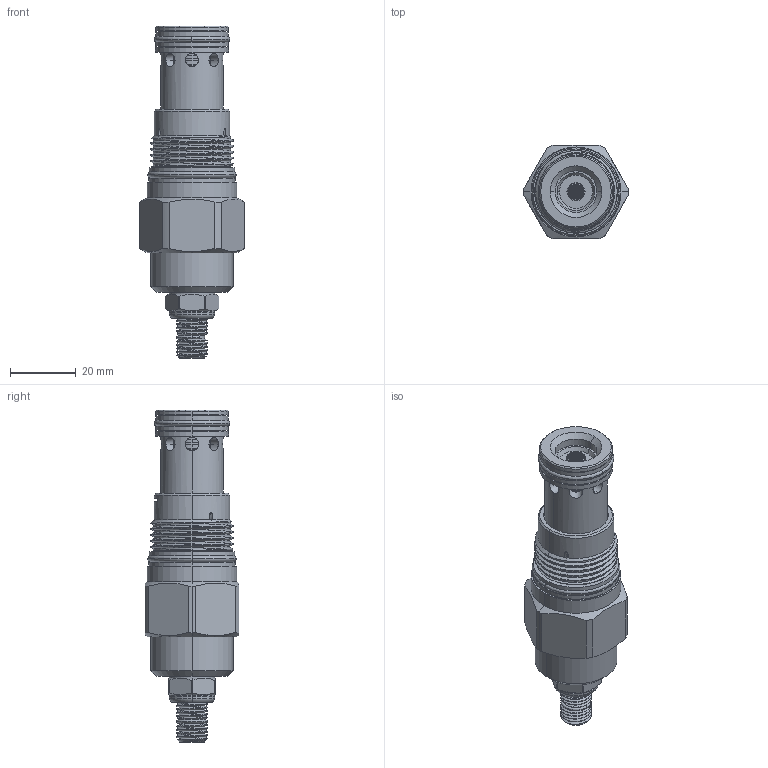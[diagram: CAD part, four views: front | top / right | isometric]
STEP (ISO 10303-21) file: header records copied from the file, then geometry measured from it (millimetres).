
FILE_DESCRIPTION (( 'STEP AP203' ), '1' );
FILE_NAME ('RQ3A20-L.STEP', '2020-03-24T02:11:51', ( '' ), ( '' ), 'SwSTEP 2.0', 'SolidWorks 2018', '' );
FILE_SCHEMA (( 'CONFIG_CONTROL_DESIGN' ));
Products named in the file (1): RQ3A20-L
Bounding box: 31.8 x 28.57 x 101.02 mm (x, y, z)
Volume: 36018.7 mm3; surface area: 15204.7 mm2
Topology: 11 solids, 11 shells, 818 faces, 2213 edges, 1399 vertices
Faces by surface type: cylinder 588, cone 86, plane 73, torus 61, bspline 6, sphere 4
Entity records: 55701 total; most frequent: CARTESIAN_POINT 36026, ORIENTED_EDGE 4418, DIRECTION 3309, EDGE_CURVE 2209, VERTEX_POINT 1399, AXIS2_PLACEMENT_3D 1300, EDGE_LOOP 1238, B_SPLINE_CURVE_WITH_KNOTS 928
